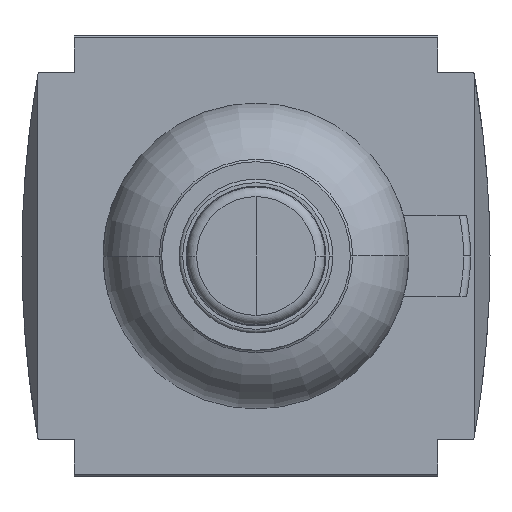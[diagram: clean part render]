
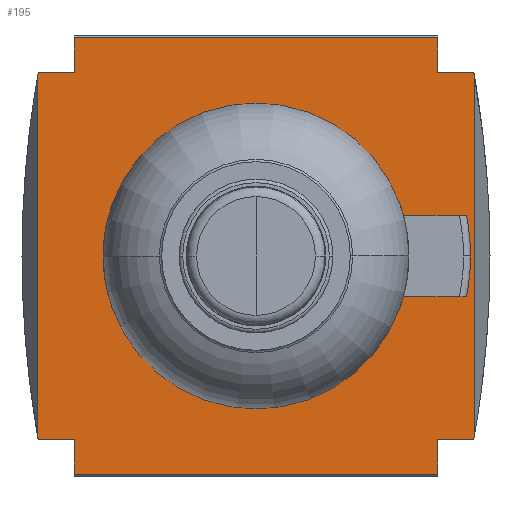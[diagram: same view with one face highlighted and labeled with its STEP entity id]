
A CAD part, front view. The second image highlights one B-rep face of the part: STEP entity #195.
In plain terms, the highlighted planar face has unit normal (0, -1, 0).
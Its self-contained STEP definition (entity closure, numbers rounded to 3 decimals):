
#195=ADVANCED_FACE('',(#537,#538),#539,.T.);
#537=FACE_BOUND('',#920,.T.);
#538=FACE_OUTER_BOUND('',#921,.T.);
#539=PLANE('',#922);
#920=EDGE_LOOP('',(#2250,#2251));
#921=EDGE_LOOP('',(#2252,#2253,#2254,#2255,#2256,#2257,#2258,#2259,#2260,#2261,#2262,#2263,#2264,#2265,#2266,#2267));
#922=AXIS2_PLACEMENT_3D('',#2268,#2269,#2270);
#2250=ORIENTED_EDGE('',*,*,#2834,.T.);
#2251=ORIENTED_EDGE('',*,*,#2765,.T.);
#2252=ORIENTED_EDGE('',*,*,#2635,.F.);
#2253=ORIENTED_EDGE('',*,*,#3001,.T.);
#2254=ORIENTED_EDGE('',*,*,#3002,.T.);
#2255=ORIENTED_EDGE('',*,*,#3003,.F.);
#2256=ORIENTED_EDGE('',*,*,#3004,.T.);
#2257=ORIENTED_EDGE('',*,*,#2997,.T.);
#2258=ORIENTED_EDGE('',*,*,#2625,.F.);
#2259=ORIENTED_EDGE('',*,*,#3005,.F.);
#2260=ORIENTED_EDGE('',*,*,#2993,.F.);
#2261=ORIENTED_EDGE('',*,*,#2988,.T.);
#2262=ORIENTED_EDGE('',*,*,#3006,.T.);
#2263=ORIENTED_EDGE('',*,*,#3007,.T.);
#2264=ORIENTED_EDGE('',*,*,#3008,.T.);
#2265=ORIENTED_EDGE('',*,*,#2984,.T.);
#2266=ORIENTED_EDGE('',*,*,#2978,.F.);
#2267=ORIENTED_EDGE('',*,*,#3009,.F.);
#2268=CARTESIAN_POINT('',(-90.0,-37.5,-31.25));
#2269=DIRECTION('',(0.0,-1.0,0.0));
#2270=DIRECTION('',(0.,0.0,-1.0));
#2625=EDGE_CURVE('',#3177,#3179,#3180,.T.);
#2635=EDGE_CURVE('',#3197,#3199,#3200,.T.);
#2765=EDGE_CURVE('',#3439,#3442,#3444,.T.);
#2834=EDGE_CURVE('',#3442,#3439,#3557,.T.);
#2978=EDGE_CURVE('',#3763,#3765,#3766,.T.);
#2984=EDGE_CURVE('',#3775,#3765,#3776,.T.);
#2988=EDGE_CURVE('',#3783,#3781,#3784,.T.);
#2993=EDGE_CURVE('',#3783,#3791,#3792,.T.);
#2997=EDGE_CURVE('',#3797,#3179,#3798,.T.);
#3001=EDGE_CURVE('',#3197,#3803,#3805,.T.);
#3002=EDGE_CURVE('',#3803,#3806,#3807,.T.);
#3003=EDGE_CURVE('',#3808,#3806,#3809,.T.);
#3004=EDGE_CURVE('',#3808,#3797,#3810,.T.);
#3005=EDGE_CURVE('',#3791,#3177,#3811,.T.);
#3006=EDGE_CURVE('',#3781,#3812,#3813,.T.);
#3007=EDGE_CURVE('',#3812,#3814,#3815,.T.);
#3008=EDGE_CURVE('',#3814,#3775,#3816,.T.);
#3009=EDGE_CURVE('',#3199,#3763,#3817,.T.);
#3177=VERTEX_POINT('',#4082);
#3179=VERTEX_POINT('',#4084);
#3180=CIRCLE('',#4085,150.0);
#3197=VERTEX_POINT('',#4106);
#3199=VERTEX_POINT('',#4109);
#3200=CIRCLE('',#4110,150.0);
#3439=VERTEX_POINT('',#4843);
#3442=VERTEX_POINT('',#4847);
#3444=CIRCLE('',#4850,21.9);
#3557=CIRCLE('',#5007,21.9);
#3763=VERTEX_POINT('',#5931);
#3765=VERTEX_POINT('',#5933);
#3766=CIRCLE('',#5934,150.0);
#3775=VERTEX_POINT('',#5947);
#3776=LINE('',#5948,#5949);
#3781=VERTEX_POINT('',#5956);
#3783=VERTEX_POINT('',#5959);
#3784=LINE('',#5960,#5961);
#3791=VERTEX_POINT('',#5971);
#3792=CIRCLE('',#5972,150.0);
#3797=VERTEX_POINT('',#5979);
#3798=LINE('',#5980,#5981);
#3803=VERTEX_POINT('',#5988);
#3805=LINE('',#5991,#5992);
#3806=VERTEX_POINT('',#5993);
#3807=LINE('',#5994,#5995);
#3808=VERTEX_POINT('',#5996);
#3809=LINE('',#5997,#5998);
#3810=LINE('',#5999,#6000);
#3811=LINE('',#6001,#6002);
#3812=VERTEX_POINT('',#6003);
#3813=LINE('',#6004,#6005);
#3814=VERTEX_POINT('',#6006);
#3815=LINE('',#6007,#6008);
#3816=LINE('',#6009,#6010);
#3817=LINE('',#6011,#6012);
#4082=CARTESIAN_POINT('',(-31.25,-37.5,25.882));
#4084=CARTESIAN_POINT('',(-31.185,-37.5,26.25));
#4085=AXIS2_PLACEMENT_3D('',#6299,#6300,#6301);
#4106=CARTESIAN_POINT('',(31.185,-37.5,26.25));
#4109=CARTESIAN_POINT('',(31.25,-37.5,25.882));
#4110=AXIS2_PLACEMENT_3D('',#6319,#6320,#6321);
#4843=CARTESIAN_POINT('',(0.,-37.5,21.9));
#4847=CARTESIAN_POINT('',(0.,-37.5,-21.9));
#4850=AXIS2_PLACEMENT_3D('',#6634,#6635,#6636);
#5007=AXIS2_PLACEMENT_3D('',#6753,#6754,#6755);
#5931=CARTESIAN_POINT('',(31.25,-37.5,-25.882));
#5933=CARTESIAN_POINT('',(31.185,-37.5,-26.25));
#5934=AXIS2_PLACEMENT_3D('',#6996,#6997,#6998);
#5947=CARTESIAN_POINT('',(26.0,-37.5,-26.25));
#5948=CARTESIAN_POINT('',(-29.5,-37.5,-26.25));
#5949=VECTOR('',#7006,1.0);
#5956=CARTESIAN_POINT('',(-26.0,-37.5,-26.25));
#5959=CARTESIAN_POINT('',(-31.185,-37.5,-26.25));
#5960=CARTESIAN_POINT('',(-60.5,-37.5,-26.25));
#5961=VECTOR('',#7010,1.0);
#5971=CARTESIAN_POINT('',(-31.25,-37.5,-25.882));
#5972=AXIS2_PLACEMENT_3D('',#7017,#7018,#7019);
#5979=CARTESIAN_POINT('',(-26.0,-37.5,26.25));
#5980=CARTESIAN_POINT('',(-60.5,-37.5,26.25));
#5981=VECTOR('',#7025,1.0);
#5988=CARTESIAN_POINT('',(26.0,-37.5,26.25));
#5991=CARTESIAN_POINT('',(-29.5,-37.5,26.25));
#5992=VECTOR('',#7029,1.0);
#5993=CARTESIAN_POINT('',(26.0,-37.5,31.25));
#5994=CARTESIAN_POINT('',(26.0,-37.5,0.));
#5995=VECTOR('',#7030,1.0);
#5996=CARTESIAN_POINT('',(-26.0,-37.5,31.25));
#5997=CARTESIAN_POINT('',(-90.0,-37.5,31.25));
#5998=VECTOR('',#7031,1.0);
#5999=CARTESIAN_POINT('',(-26.0,-37.5,0.));
#6000=VECTOR('',#7032,1.0);
#6001=CARTESIAN_POINT('',(-31.25,-37.5,-60.625));
#6002=VECTOR('',#7033,1.0);
#6003=CARTESIAN_POINT('',(-26.0,-37.5,-31.25));
#6004=CARTESIAN_POINT('',(-26.0,-37.5,-31.25));
#6005=VECTOR('',#7034,1.0);
#6006=CARTESIAN_POINT('',(26.0,-37.5,-31.25));
#6007=CARTESIAN_POINT('',(-90.0,-37.5,-31.25));
#6008=VECTOR('',#7035,1.0);
#6009=CARTESIAN_POINT('',(26.0,-37.5,-31.25));
#6010=VECTOR('',#7036,1.0);
#6011=CARTESIAN_POINT('',(31.25,-37.5,-60.625));
#6012=VECTOR('',#7037,1.0);
#6299=CARTESIAN_POINT('',(116.5,-37.5,0.));
#6300=DIRECTION('',(0.0,1.0,0.0));
#6301=DIRECTION('',(-1.0,0.0,0.));
#6319=CARTESIAN_POINT('',(-116.5,-37.5,0.));
#6320=DIRECTION('',(0.0,1.0,0.0));
#6321=DIRECTION('',(-1.0,0.0,0.));
#6634=CARTESIAN_POINT('',(0.0,-37.5,0.0));
#6635=DIRECTION('',(0.0,1.0,0.0));
#6636=DIRECTION('',(0.,0.0,1.0));
#6753=CARTESIAN_POINT('',(0.0,-37.5,0.0));
#6754=DIRECTION('',(0.0,1.0,0.0));
#6755=DIRECTION('',(0.,0.0,1.0));
#6996=CARTESIAN_POINT('',(-116.5,-37.5,0.));
#6997=DIRECTION('',(0.0,1.0,0.0));
#6998=DIRECTION('',(-1.0,0.0,0.));
#7006=DIRECTION('',(1.0,0.0,0.));
#7010=DIRECTION('',(1.0,0.0,0.));
#7017=CARTESIAN_POINT('',(116.5,-37.5,0.));
#7018=DIRECTION('',(0.0,1.0,0.0));
#7019=DIRECTION('',(-1.0,0.0,0.));
#7025=DIRECTION('',(-1.0,0.0,0.));
#7029=DIRECTION('',(-1.0,0.0,0.));
#7030=DIRECTION('',(0.,0.0,1.0));
#7031=DIRECTION('',(1.0,0.0,0.));
#7032=DIRECTION('',(0.,0.0,-1.0));
#7033=DIRECTION('',(0.,0.0,1.0));
#7034=DIRECTION('',(0.,0.0,-1.0));
#7035=DIRECTION('',(1.0,0.0,0.));
#7036=DIRECTION('',(0.,0.0,1.0));
#7037=DIRECTION('',(0.,0.0,-1.0));
